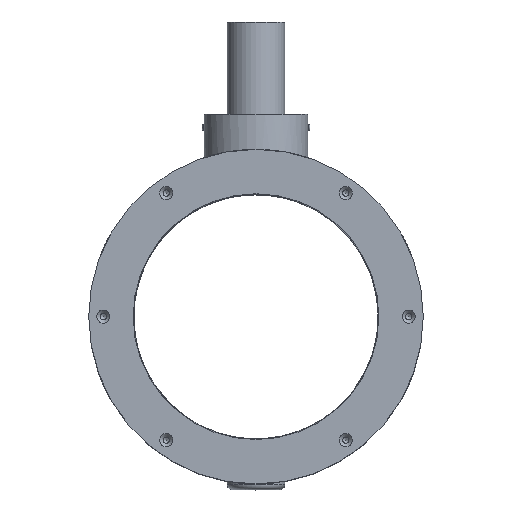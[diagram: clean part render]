
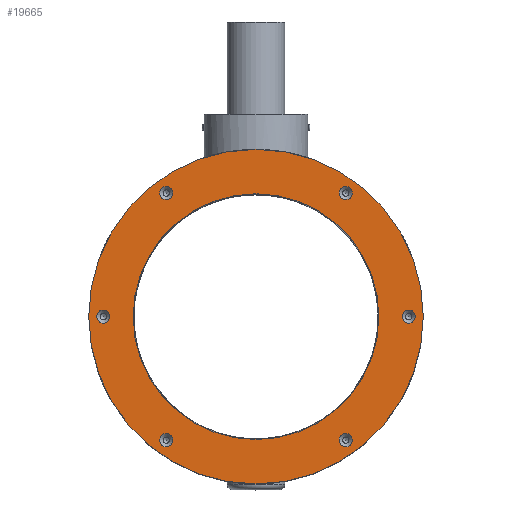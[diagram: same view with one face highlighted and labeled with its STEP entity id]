
A CAD part, top view. The second image highlights one B-rep face of the part: STEP entity #19665.
In plain terms, the highlighted planar face has unit normal (0, 0, 1).
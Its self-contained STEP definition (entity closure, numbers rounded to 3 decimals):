
#242 = EDGE_CURVE ( 'NONE', #13418, #13418, #24791, .T. ) ;
#442 = CARTESIAN_POINT ( 'NONE',  ( 77.808, 107.094, 90. ) ) ;
#468 = FACE_BOUND ( 'NONE', #11388, .T. ) ;
#886 = CIRCLE ( 'NONE', #14806, 145. ) ;
#914 = EDGE_CURVE ( 'NONE', #14173, #21100, #886, .T. ) ;
#973 = AXIS2_PLACEMENT_3D ( 'NONE', #33242, #15341, #9250 ) ;
#1786 = DIRECTION ( 'NONE',  ( 1., 0., 0. ) ) ;
#2272 = EDGE_LOOP ( 'NONE', ( #6375, #7928 ) ) ;
#2427 = AXIS2_PLACEMENT_3D ( 'NONE', #17167, #16991, #1786 ) ;
#2677 = FACE_BOUND ( 'NONE', #36141, .T. ) ;
#2723 = EDGE_CURVE ( 'NONE', #8280, #8280, #32152, .T. ) ;
#3074 = FACE_BOUND ( 'NONE', #27080, .T. ) ;
#4208 = VERTEX_POINT ( 'NONE', #27671 ) ;
#4415 = CARTESIAN_POINT ( 'NONE',  ( -72.073, -107.094, 90. ) ) ;
#4492 = DIRECTION ( 'NONE',  ( 1., 0., 0. ) ) ;
#4504 = AXIS2_PLACEMENT_3D ( 'NONE', #7297, #22441, #36649 ) ;
#5183 = VERTEX_POINT ( 'NONE', #26059 ) ;
#6375 = ORIENTED_EDGE ( 'NONE', *, *, #914, .T. ) ;
#6841 = AXIS2_PLACEMENT_3D ( 'NONE', #19472, #31471, #4492 ) ;
#7297 = CARTESIAN_POINT ( 'NONE',  ( -77.808, 107.094, 90. ) ) ;
#7492 = CARTESIAN_POINT ( 'NONE',  ( 0., 145., 90. ) ) ;
#7757 = CARTESIAN_POINT ( 'NONE',  ( -77.808, -107.094, 90. ) ) ;
#7928 = ORIENTED_EDGE ( 'NONE', *, *, #22036, .T. ) ;
#7997 = CIRCLE ( 'NONE', #13049, 5.735 ) ;
#8280 = VERTEX_POINT ( 'NONE', #26363 ) ;
#9250 = DIRECTION ( 'NONE',  ( 1., 0., 0. ) ) ;
#9458 = FACE_OUTER_BOUND ( 'NONE', #2272, .T. ) ;
#10429 = ORIENTED_EDGE ( 'NONE', *, *, #22771, .F. ) ;
#10792 = VERTEX_POINT ( 'NONE', #31988 ) ;
#11388 = EDGE_LOOP ( 'NONE', ( #18068 ) ) ;
#11513 = EDGE_LOOP ( 'NONE', ( #16222 ) ) ;
#11840 = FACE_BOUND ( 'NONE', #33818, .T. ) ;
#12228 = EDGE_CURVE ( 'NONE', #37320, #37320, #21246, .T. ) ;
#12405 = FACE_BOUND ( 'NONE', #11513, .T. ) ;
#12595 = DIRECTION ( 'NONE',  ( 0., 0., 1. ) ) ;
#13049 = AXIS2_PLACEMENT_3D ( 'NONE', #36082, #38633, #24034 ) ;
#13418 = VERTEX_POINT ( 'NONE', #37390 ) ;
#13630 = CARTESIAN_POINT ( 'NONE',  ( 0., 0., 90. ) ) ;
#13653 = EDGE_CURVE ( 'NONE', #4208, #4208, #20711, .T. ) ;
#14173 = VERTEX_POINT ( 'NONE', #7492 ) ;
#14806 = AXIS2_PLACEMENT_3D ( 'NONE', #13630, #27742, #15774 ) ;
#14961 = DIRECTION ( 'NONE',  ( 0., 0., 1. ) ) ;
#15341 = DIRECTION ( 'NONE',  ( 0., 0., 1. ) ) ;
#15742 = DIRECTION ( 'NONE',  ( 1., 0., 0. ) ) ;
#15774 = DIRECTION ( 'NONE',  ( 1., 0., 0. ) ) ;
#16222 = ORIENTED_EDGE ( 'NONE', *, *, #29930, .F. ) ;
#16991 = DIRECTION ( 'NONE',  ( 0., 0., 1. ) ) ;
#17124 = CARTESIAN_POINT ( 'NONE',  ( 0., 0., 90. ) ) ;
#17167 = CARTESIAN_POINT ( 'NONE',  ( 0., 0., 90. ) ) ;
#18068 = ORIENTED_EDGE ( 'NONE', *, *, #12228, .F. ) ;
#18651 = CARTESIAN_POINT ( 'NONE',  ( 0., -145., 90. ) ) ;
#19472 = CARTESIAN_POINT ( 'NONE',  ( 132.375, 0., 90. ) ) ;
#19665 = ADVANCED_FACE ( 'NONE', ( #2677, #11840, #27127, #3074, #12405, #468, #20839, #9458 ), #30073, .T. ) ;
#19745 = DIRECTION ( 'NONE',  ( 0., 0., 1. ) ) ;
#20441 = AXIS2_PLACEMENT_3D ( 'NONE', #36214, #14961, #15742 ) ;
#20635 = AXIS2_PLACEMENT_3D ( 'NONE', #7757, #19745, #37480 ) ;
#20711 = CIRCLE ( 'NONE', #38954, 5.735 ) ;
#20839 = FACE_BOUND ( 'NONE', #34190, .T. ) ;
#21045 = DIRECTION ( 'NONE',  ( 0., 0., -1. ) ) ;
#21100 = VERTEX_POINT ( 'NONE', #18651 ) ;
#21246 = CIRCLE ( 'NONE', #20635, 5.735 ) ;
#21967 = CIRCLE ( 'NONE', #2427, 145. ) ;
#22036 = EDGE_CURVE ( 'NONE', #21100, #14173, #21967, .T. ) ;
#22441 = DIRECTION ( 'NONE',  ( 0., 0., 1. ) ) ;
#22550 = VERTEX_POINT ( 'NONE', #34577 ) ;
#22771 = EDGE_CURVE ( 'NONE', #22550, #22550, #23791, .T. ) ;
#23764 = DIRECTION ( 'NONE',  ( 1., 0., 0. ) ) ;
#23791 = CIRCLE ( 'NONE', #6841, 5.735 ) ;
#24034 = DIRECTION ( 'NONE',  ( 1., 0., 0. ) ) ;
#24737 = ORIENTED_EDGE ( 'NONE', *, *, #13653, .F. ) ;
#24791 = CIRCLE ( 'NONE', #20441, 5.735 ) ;
#25717 = ORIENTED_EDGE ( 'NONE', *, *, #2723, .F. ) ;
#26059 = CARTESIAN_POINT ( 'NONE',  ( -126.64, 0., 90. ) ) ;
#26363 = CARTESIAN_POINT ( 'NONE',  ( -72.073, 107.094, 90. ) ) ;
#27080 = EDGE_LOOP ( 'NONE', ( #25717 ) ) ;
#27127 = FACE_BOUND ( 'NONE', #29462, .T. ) ;
#27671 = CARTESIAN_POINT ( 'NONE',  ( 83.543, 107.094, 90. ) ) ;
#27742 = DIRECTION ( 'NONE',  ( 0., 0., 1. ) ) ;
#29462 = EDGE_LOOP ( 'NONE', ( #31523 ) ) ;
#29930 = EDGE_CURVE ( 'NONE', #5183, #5183, #7997, .T. ) ;
#30073 = PLANE ( 'NONE',  #973 ) ;
#31471 = DIRECTION ( 'NONE',  ( 0., 0., 1. ) ) ;
#31523 = ORIENTED_EDGE ( 'NONE', *, *, #242, .F. ) ;
#31988 = CARTESIAN_POINT ( 'NONE',  ( 106.5, 0., 90. ) ) ;
#32152 = CIRCLE ( 'NONE', #4504, 5.735 ) ;
#32153 = CIRCLE ( 'NONE', #37212, 106.5 ) ;
#33242 = CARTESIAN_POINT ( 'NONE',  ( 0., 0., 90. ) ) ;
#33818 = EDGE_LOOP ( 'NONE', ( #10429 ) ) ;
#34190 = EDGE_LOOP ( 'NONE', ( #37315 ) ) ;
#34417 = EDGE_CURVE ( 'NONE', #10792, #10792, #32153, .T. ) ;
#34577 = CARTESIAN_POINT ( 'NONE',  ( 138.11, 0., 90. ) ) ;
#36082 = CARTESIAN_POINT ( 'NONE',  ( -132.375, 0., 90. ) ) ;
#36141 = EDGE_LOOP ( 'NONE', ( #24737 ) ) ;
#36214 = CARTESIAN_POINT ( 'NONE',  ( 77.808, -107.094, 90. ) ) ;
#36627 = DIRECTION ( 'NONE',  ( 1., 0., 0. ) ) ;
#36649 = DIRECTION ( 'NONE',  ( 1., 0., 0. ) ) ;
#37212 = AXIS2_PLACEMENT_3D ( 'NONE', #17124, #21045, #36627 ) ;
#37315 = ORIENTED_EDGE ( 'NONE', *, *, #34417, .T. ) ;
#37320 = VERTEX_POINT ( 'NONE', #4415 ) ;
#37390 = CARTESIAN_POINT ( 'NONE',  ( 83.543, -107.094, 90. ) ) ;
#37480 = DIRECTION ( 'NONE',  ( 1., 0., 0. ) ) ;
#38633 = DIRECTION ( 'NONE',  ( 0., 0., 1. ) ) ;
#38954 = AXIS2_PLACEMENT_3D ( 'NONE', #442, #12595, #23764 ) ;
